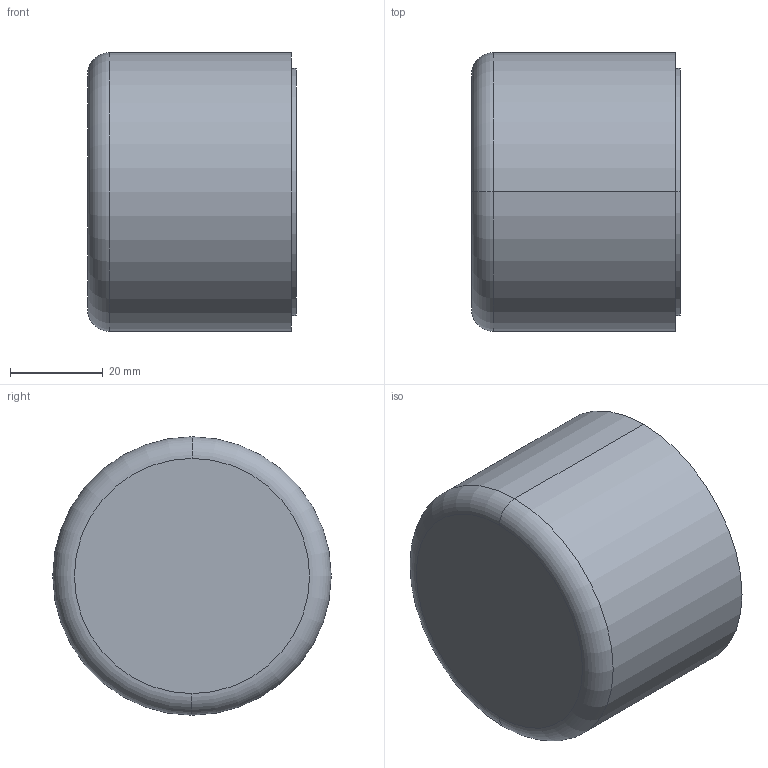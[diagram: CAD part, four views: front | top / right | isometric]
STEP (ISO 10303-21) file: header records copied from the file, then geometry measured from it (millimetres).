
FILE_DESCRIPTION(('STEP AP214'),'1');
FILE_NAME('halderv_eh_1990_114.stp','2014-10-14T05:10:24',('TraceParts'),('TraceParts S.A.'),'XStep 1.0',' ',' ');
FILE_SCHEMA(('automotive_design'));
Length unit declared in the file: millimetre
Products named in the file (1): 1
Bounding box: 45 x 60 x 60 mm (x, y, z)
Volume: 60509.8 mm3; surface area: 20471.5 mm2
Topology: 1 solids, 1 shells, 20 faces, 38 edges, 22 vertices
Faces by surface type: cylinder 8, torus 6, plane 4, cone 2
Entity records: 994 total; most frequent: DIRECTION 108, STYLED_ITEM 81, PRESENTATION_STYLE_ASSIGNMENT 81, CARTESIAN_POINT 81, COLOUR_RGB 81, ORIENTED_EDGE 76, AXIS2_PLACEMENT_3D 49, EDGE_CURVE 38
